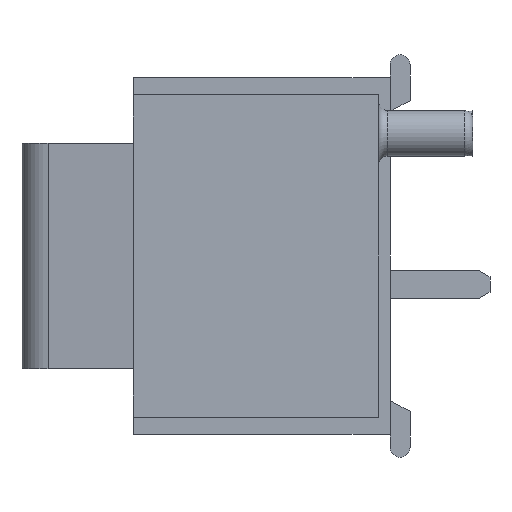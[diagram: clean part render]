
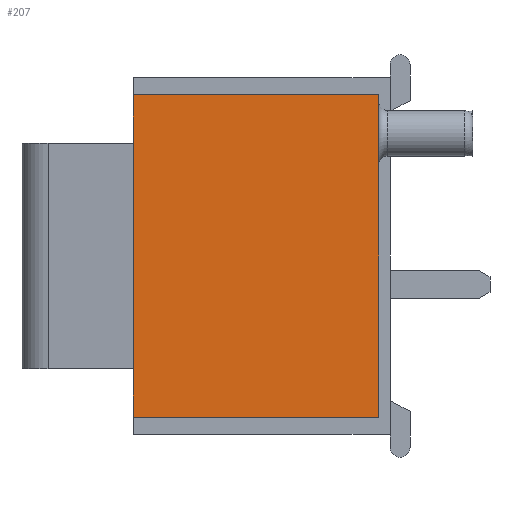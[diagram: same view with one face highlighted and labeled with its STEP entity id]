
A CAD part, left-side view. The second image highlights one B-rep face of the part: STEP entity #207.
In plain terms, the highlighted planar face has unit normal (-1, 0, 0).
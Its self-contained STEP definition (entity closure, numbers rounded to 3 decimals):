
#207 = ADVANCED_FACE( '', ( #463 ), #464, .F. );
#463 = FACE_OUTER_BOUND( '', #895, .T. );
#464 = PLANE( '', #896 );
#895 = EDGE_LOOP( '', ( #1612, #1613, #1614, #1615, #1616, #1617 ) );
#896 = AXIS2_PLACEMENT_3D( '', #1618, #1619, #1620 );
#1612 = ORIENTED_EDGE( '', *, *, #3139, .T. );
#1613 = ORIENTED_EDGE( '', *, *, #3225, .T. );
#1614 = ORIENTED_EDGE( '', *, *, #3155, .T. );
#1615 = ORIENTED_EDGE( '', *, *, #3236, .T. );
#1616 = ORIENTED_EDGE( '', *, *, #3176, .F. );
#1617 = ORIENTED_EDGE( '', *, *, #3245, .F. );
#1618 = CARTESIAN_POINT( '', ( -6.05, 4.5, 3.125 ) );
#1619 = DIRECTION( '', ( 1., 0., 0. ) );
#1620 = DIRECTION( '', ( 0., 0., -1. ) );
#3139 = EDGE_CURVE( '', #3779, #3777, #3780, .T. );
#3155 = EDGE_CURVE( '', #3810, #3808, #3811, .T. );
#3176 = EDGE_CURVE( '', #3850, #3852, #3853, .T. );
#3225 = EDGE_CURVE( '', #3777, #3810, #3932, .T. );
#3236 = EDGE_CURVE( '', #3808, #3852, #3944, .T. );
#3245 = EDGE_CURVE( '', #3779, #3850, #3957, .T. );
#3777 = VERTEX_POINT( '', #4828 );
#3779 = VERTEX_POINT( '', #4831 );
#3780 = LINE( '', #4832, #4833 );
#3808 = VERTEX_POINT( '', #4875 );
#3810 = VERTEX_POINT( '', #4878 );
#3811 = LINE( '', #4879, #4880 );
#3850 = VERTEX_POINT( '', #4937 );
#3852 = VERTEX_POINT( '', #4940 );
#3853 = LINE( '', #4941, #4942 );
#3932 = LINE( '', #5067, #5068 );
#3944 = LINE( '', #5088, #5089 );
#3957 = LINE( '', #5110, #5111 );
#4828 = CARTESIAN_POINT( '', ( -6.05, 4.5, 1.975 ) );
#4831 = CARTESIAN_POINT( '', ( -6.05, 4.5, 2.825 ) );
#4832 = CARTESIAN_POINT( '', ( -6.05, 4.5, 3.125 ) );
#4833 = VECTOR( '', #6363, 1000. );
#4875 = CARTESIAN_POINT( '', ( -6.05, 4.5, -2.825 ) );
#4878 = CARTESIAN_POINT( '', ( -6.05, 4.5, -1.975 ) );
#4879 = CARTESIAN_POINT( '', ( -6.05, 4.5, 3.125 ) );
#4880 = VECTOR( '', #6379, 1000. );
#4937 = CARTESIAN_POINT( '', ( -6.05, 0.2, 2.825 ) );
#4940 = CARTESIAN_POINT( '', ( -6.05, 0.2, -2.825 ) );
#4941 = CARTESIAN_POINT( '', ( -6.05, 0.2, 3.125 ) );
#4942 = VECTOR( '', #6402, 1000. );
#5067 = CARTESIAN_POINT( '', ( -6.05, 4.5, 1.975 ) );
#5068 = VECTOR( '', #6455, 1000. );
#5088 = CARTESIAN_POINT( '', ( -6.05, 5.6, -2.825 ) );
#5089 = VECTOR( '', #6470, 1000. );
#5110 = CARTESIAN_POINT( '', ( -6.05, 5.6, 2.825 ) );
#5111 = VECTOR( '', #6479, 1000. );
#6363 = DIRECTION( '', ( 0., 0., -1. ) );
#6379 = DIRECTION( '', ( 0., 0., -1. ) );
#6402 = DIRECTION( '', ( 0., 0., -1. ) );
#6455 = DIRECTION( '', ( 0., 0., -1. ) );
#6470 = DIRECTION( '', ( 0., -1., 0. ) );
#6479 = DIRECTION( '', ( 0., -1., 0. ) );
